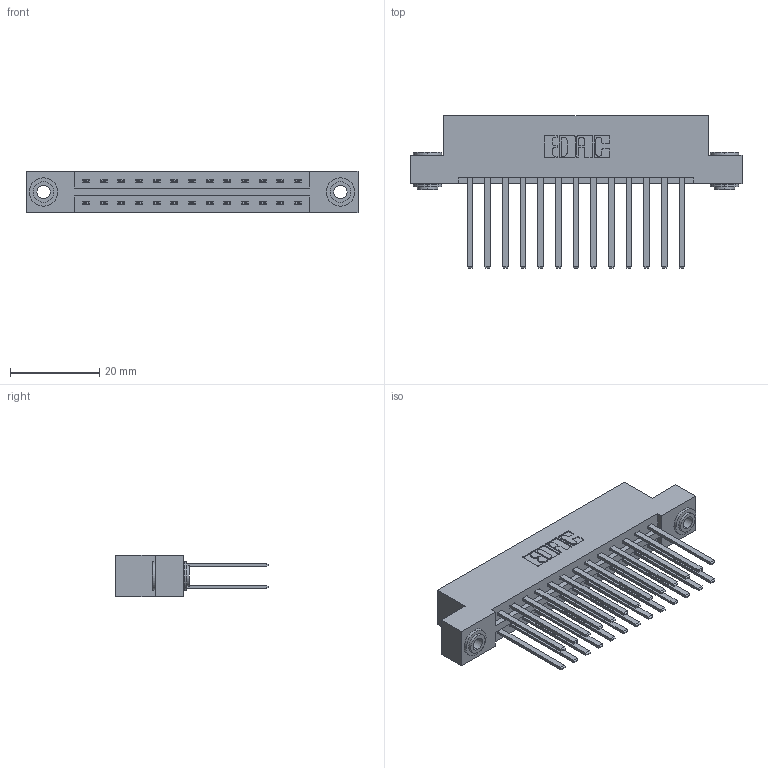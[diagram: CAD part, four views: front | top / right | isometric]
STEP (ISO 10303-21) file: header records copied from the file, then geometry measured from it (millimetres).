
FILE_DESCRIPTION (( 'STEP AP203' ), '1' );
FILE_NAME ('387-026-544-203.STEP', '2018-09-16T07:30:05', ( '' ), ( '' ), 'SwSTEP 2.0', 'SolidWorks 2016', '' );
FILE_SCHEMA (( 'CONFIG_CONTROL_DESIGN' ));
Length unit declared in the file: inch
Products named in the file (4): 337 Part_Flush Mounting Lugs - 0.156 Dia-TH; 345-292-001_345-293-144; 345-250-002_345-250-002-102; 387-026-544-203
Assembly tree (29 placements, depth 2):
  387-026-544-203
    337 Part_Flush Mounting Lugs - 0.156 Dia-TH
    345-292-001_345-293-144  x26
    345-250-002_345-250-002-102  x2
Bounding box: 74.52 x 34.3 x 9.4 mm (x, y, z)
Volume: 7851.7 mm3; surface area: 10009.7 mm2
Topology: 29 solids, 29 shells, 1400 faces, 4105 edges, 2698 vertices
Faces by surface type: plane 964, cylinder 428, cone 8
Entity records: 14296 total; most frequent: CARTESIAN_POINT 2405, ORIENTED_EDGE 2334, DIRECTION 2129, EDGE_CURVE 1167, LINE 1019, VECTOR 1019, VERTEX_POINT 774, AXIS2_PLACEMENT_3D 555
